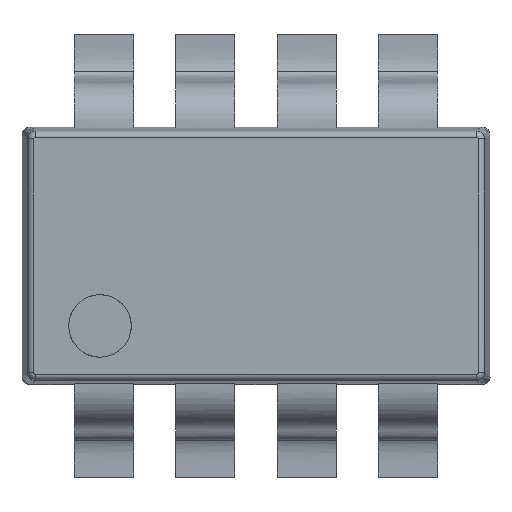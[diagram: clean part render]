
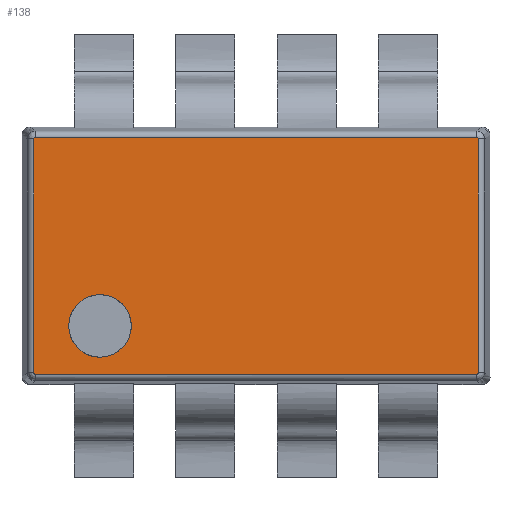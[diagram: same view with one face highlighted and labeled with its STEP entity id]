
A CAD part, top view. The second image highlights one B-rep face of the part: STEP entity #138.
In plain terms, the highlighted planar face has unit normal (0, 0, 1).
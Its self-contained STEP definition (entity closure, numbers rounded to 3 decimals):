
#125=FACE_BOUND('',#401,.T.);
#138=ADVANCED_FACE('',(#269,#125),#2068,.T.);
#269=FACE_OUTER_BOUND('',#400,.T.);
#400=EDGE_LOOP('',(#568,#569,#570,#571,#572,#573,#574,#575));
#401=EDGE_LOOP('',(#576));
#568=ORIENTED_EDGE('',*,*,#1178,.T.);
#569=ORIENTED_EDGE('',*,*,#1179,.T.);
#570=ORIENTED_EDGE('',*,*,#1180,.T.);
#571=ORIENTED_EDGE('',*,*,#1181,.T.);
#572=ORIENTED_EDGE('',*,*,#1182,.T.);
#573=ORIENTED_EDGE('',*,*,#1183,.T.);
#574=ORIENTED_EDGE('',*,*,#1184,.T.);
#575=ORIENTED_EDGE('',*,*,#1185,.T.);
#576=ORIENTED_EDGE('',*,*,#1186,.T.);
#1178=EDGE_CURVE('',#1798,#1799,#1470,.T.);
#1179=EDGE_CURVE('',#1799,#1800,#1733,.T.);
#1180=EDGE_CURVE('',#1800,#1801,#1734,.T.);
#1181=EDGE_CURVE('',#1801,#1802,#1735,.T.);
#1182=EDGE_CURVE('',#1802,#1803,#1736,.T.);
#1183=EDGE_CURVE('',#1803,#1804,#1737,.T.);
#1184=EDGE_CURVE('',#1804,#1805,#1738,.T.);
#1185=EDGE_CURVE('',#1805,#1798,#1739,.T.);
#1186=EDGE_CURVE('',#1806,#1806,#1740,.T.);
#1470=B_SPLINE_CURVE_WITH_KNOTS('',1,(#4049,#4050),.UNSPECIFIED.,.F.,.F.,
(2,2),(0.,2.829),.UNSPECIFIED.);
#1733=(
BOUNDED_CURVE()
B_SPLINE_CURVE(3,(#4051,#4052,#4053,#4054,#4055),.UNSPECIFIED.,.F.,.F.)
B_SPLINE_CURVE_WITH_KNOTS((4,1,4),(0.,0.008,0.016),
 .UNSPECIFIED.)
CURVE()
GEOMETRIC_REPRESENTATION_ITEM()
RATIONAL_B_SPLINE_CURVE((1.,1.,1.,1.,1.))
REPRESENTATION_ITEM('')
);
#1734=(
BOUNDED_CURVE()
B_SPLINE_CURVE(1,(#4056,#4057),.UNSPECIFIED.,.F.,.F.)
B_SPLINE_CURVE_WITH_KNOTS((2,2),(0.,1.499),.UNSPECIFIED.)
CURVE()
GEOMETRIC_REPRESENTATION_ITEM()
RATIONAL_B_SPLINE_CURVE((1.,1.))
REPRESENTATION_ITEM('')
);
#1735=(
BOUNDED_CURVE()
B_SPLINE_CURVE(3,(#4058,#4059,#4060,#4061,#4062),.UNSPECIFIED.,.F.,.F.)
B_SPLINE_CURVE_WITH_KNOTS((4,1,4),(0.,0.008,0.016),
 .UNSPECIFIED.)
CURVE()
GEOMETRIC_REPRESENTATION_ITEM()
RATIONAL_B_SPLINE_CURVE((1.,1.,1.,1.,1.))
REPRESENTATION_ITEM('')
);
#1736=(
BOUNDED_CURVE()
B_SPLINE_CURVE(1,(#4063,#4064),.UNSPECIFIED.,.F.,.F.)
B_SPLINE_CURVE_WITH_KNOTS((2,2),(0.,2.829),.UNSPECIFIED.)
CURVE()
GEOMETRIC_REPRESENTATION_ITEM()
RATIONAL_B_SPLINE_CURVE((1.,1.))
REPRESENTATION_ITEM('')
);
#1737=(
BOUNDED_CURVE()
B_SPLINE_CURVE(3,(#4065,#4066,#4067,#4068,#4069),.UNSPECIFIED.,.F.,.F.)
B_SPLINE_CURVE_WITH_KNOTS((4,1,4),(0.,0.008,0.016),
 .UNSPECIFIED.)
CURVE()
GEOMETRIC_REPRESENTATION_ITEM()
RATIONAL_B_SPLINE_CURVE((1.,1.,1.,1.,1.))
REPRESENTATION_ITEM('')
);
#1738=(
BOUNDED_CURVE()
B_SPLINE_CURVE(1,(#4070,#4071),.UNSPECIFIED.,.F.,.F.)
B_SPLINE_CURVE_WITH_KNOTS((2,2),(0.,1.499),.UNSPECIFIED.)
CURVE()
GEOMETRIC_REPRESENTATION_ITEM()
RATIONAL_B_SPLINE_CURVE((1.,1.))
REPRESENTATION_ITEM('')
);
#1739=(
BOUNDED_CURVE()
B_SPLINE_CURVE(3,(#4072,#4073,#4074,#4075,#4076),.UNSPECIFIED.,.F.,.F.)
B_SPLINE_CURVE_WITH_KNOTS((4,1,4),(0.,0.008,0.016),
 .UNSPECIFIED.)
CURVE()
GEOMETRIC_REPRESENTATION_ITEM()
RATIONAL_B_SPLINE_CURVE((1.,1.,1.,1.,1.))
REPRESENTATION_ITEM('')
);
#1740=(
BOUNDED_CURVE()
B_SPLINE_CURVE(2,(#4077,#4078,#4079,#4080,#4081,#4082,#4083,#4084,#4085),
 .UNSPECIFIED.,.T.,.F.)
B_SPLINE_CURVE_WITH_KNOTS((3,2,2,2,3),(0.,0.4,0.8,1.2,1.6),
 .UNSPECIFIED.)
CURVE()
GEOMETRIC_REPRESENTATION_ITEM()
RATIONAL_B_SPLINE_CURVE((1.,0.707,1.,0.707,1.,0.707,
1.,0.707,1.))
REPRESENTATION_ITEM('')
);
#1798=VERTEX_POINT('',#3880);
#1799=VERTEX_POINT('',#3881);
#1800=VERTEX_POINT('',#3882);
#1801=VERTEX_POINT('',#3883);
#1802=VERTEX_POINT('',#3884);
#1803=VERTEX_POINT('',#3885);
#1804=VERTEX_POINT('',#3886);
#1805=VERTEX_POINT('',#3887);
#1806=VERTEX_POINT('',#3888);
#2068=PLANE('',#2131);
#2131=AXIS2_PLACEMENT_3D('',#2274,#2178,$);
#2178=DIRECTION('',(0.,0.,1.));
#2274=CARTESIAN_POINT('',(-1.829,1.031,1.205));
#3880=CARTESIAN_POINT('',(1.414,0.759,1.205));
#3881=CARTESIAN_POINT('',(-1.414,0.759,1.205));
#3882=CARTESIAN_POINT('',(-1.424,0.749,1.205));
#3883=CARTESIAN_POINT('',(-1.424,-0.749,1.205));
#3884=CARTESIAN_POINT('',(-1.414,-0.759,1.205));
#3885=CARTESIAN_POINT('',(1.414,-0.759,1.205));
#3886=CARTESIAN_POINT('',(1.424,-0.749,1.205));
#3887=CARTESIAN_POINT('',(1.424,0.749,1.205));
#3888=CARTESIAN_POINT('',(-0.8,-0.45,1.205));
#4049=CARTESIAN_POINT('',(1.414,0.759,1.205));
#4050=CARTESIAN_POINT('',(-1.414,0.759,1.205));
#4051=CARTESIAN_POINT('',(-1.414,0.759,1.205));
#4052=CARTESIAN_POINT('',(-1.417,0.759,1.205));
#4053=CARTESIAN_POINT('',(-1.422,0.757,1.205));
#4054=CARTESIAN_POINT('',(-1.424,0.752,1.205));
#4055=CARTESIAN_POINT('',(-1.424,0.749,1.205));
#4056=CARTESIAN_POINT('',(-1.424,0.749,1.205));
#4057=CARTESIAN_POINT('',(-1.424,-0.749,1.205));
#4058=CARTESIAN_POINT('',(-1.424,-0.749,1.205));
#4059=CARTESIAN_POINT('',(-1.424,-0.752,1.205));
#4060=CARTESIAN_POINT('',(-1.422,-0.757,1.205));
#4061=CARTESIAN_POINT('',(-1.417,-0.759,1.205));
#4062=CARTESIAN_POINT('',(-1.414,-0.759,1.205));
#4063=CARTESIAN_POINT('',(-1.414,-0.759,1.205));
#4064=CARTESIAN_POINT('',(1.414,-0.759,1.205));
#4065=CARTESIAN_POINT('',(1.414,-0.759,1.205));
#4066=CARTESIAN_POINT('',(1.417,-0.759,1.205));
#4067=CARTESIAN_POINT('',(1.422,-0.757,1.205));
#4068=CARTESIAN_POINT('',(1.424,-0.752,1.205));
#4069=CARTESIAN_POINT('',(1.424,-0.749,1.205));
#4070=CARTESIAN_POINT('',(1.424,-0.749,1.205));
#4071=CARTESIAN_POINT('',(1.424,0.749,1.205));
#4072=CARTESIAN_POINT('',(1.424,0.749,1.205));
#4073=CARTESIAN_POINT('',(1.424,0.752,1.205));
#4074=CARTESIAN_POINT('',(1.422,0.757,1.205));
#4075=CARTESIAN_POINT('',(1.417,0.759,1.205));
#4076=CARTESIAN_POINT('',(1.414,0.759,1.205));
#4077=CARTESIAN_POINT('',(-0.8,-0.45,1.205));
#4078=CARTESIAN_POINT('',(-0.8,-0.65,1.205));
#4079=CARTESIAN_POINT('',(-1.,-0.65,1.205));
#4080=CARTESIAN_POINT('',(-1.2,-0.65,1.205));
#4081=CARTESIAN_POINT('',(-1.2,-0.45,1.205));
#4082=CARTESIAN_POINT('',(-1.2,-0.25,1.205));
#4083=CARTESIAN_POINT('',(-1.,-0.25,1.205));
#4084=CARTESIAN_POINT('',(-0.8,-0.25,1.205));
#4085=CARTESIAN_POINT('',(-0.8,-0.45,1.205));
